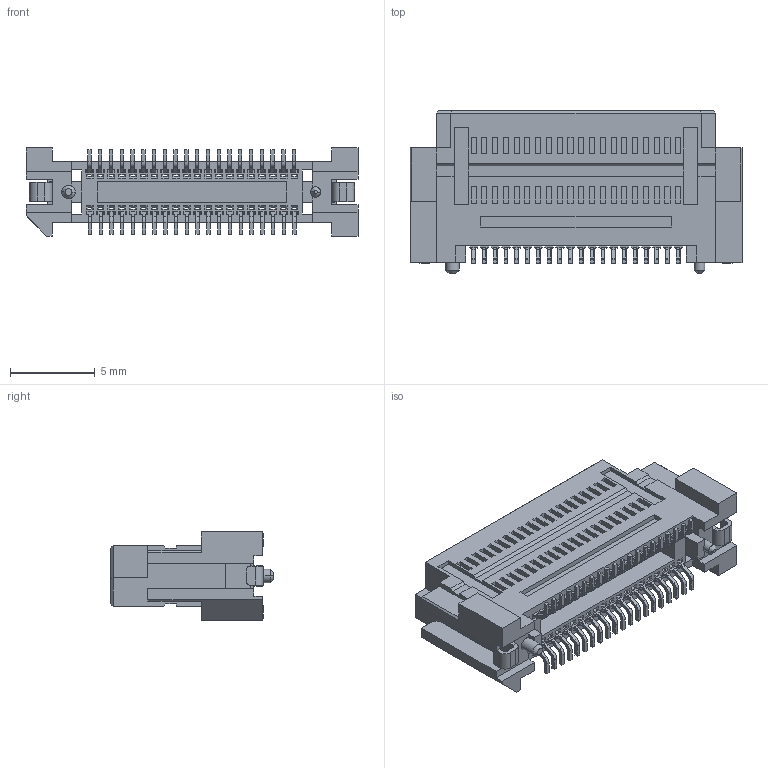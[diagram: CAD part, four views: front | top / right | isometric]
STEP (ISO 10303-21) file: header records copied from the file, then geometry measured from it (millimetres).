
FILE_DESCRIPTION( ('This file contains a STEP AP42 implementation' ,'as created by ZW3D STEP Interface translator.') ,'2;1' );
FILE_NAME( '3660-PXXX-090XXR01.stp' ,'23 330.135751', (''), ('ZWCAD Software Co.'), 'Version 1.0', 'ZW3D to STEP translator', '' );
FILE_SCHEMA(('AUTOMOTIVE_DESIGN { 1 0 10303 214 1 1 1 1 }'));
Length unit declared in the file: millimetre
Products named in the file (2): 0; 3660-PXXX-090XXR01
Bounding box: 19.57 x 9.6 x 5.2 mm (x, y, z)
Volume: 354.8 mm3; surface area: 1242.3 mm2
Topology: 1 solids, 1 shells, 2256 faces, 6210 edges, 4032 vertices
Faces by surface type: plane 1996, cylinder 256, cone 4
Entity records: 73098 total; most frequent: CARTESIAN_POINT 13019, ORIENTED_EDGE 12420, DIRECTION 11044, EDGE_CURVE 6210, VECTOR 5650, LINE 5650, VERTEX_POINT 4032, AXIS2_PLACEMENT_3D 2697
